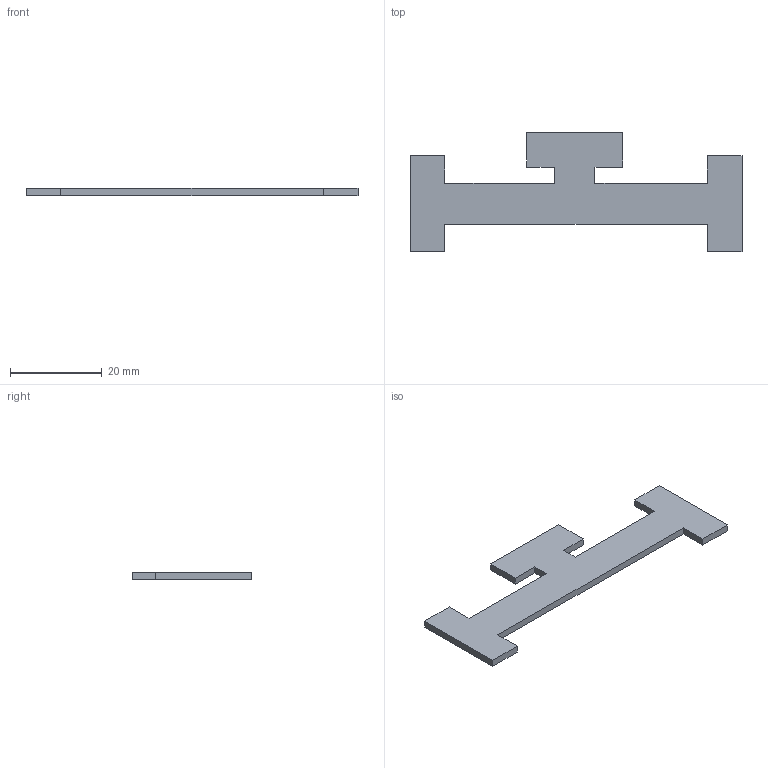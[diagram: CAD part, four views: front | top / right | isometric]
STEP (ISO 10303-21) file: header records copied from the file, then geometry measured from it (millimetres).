
FILE_DESCRIPTION(('KiCad electronic assembly'),'2;1');
FILE_NAME('straight stick offshoot.STEP','2022-08-24T09:24:12',('Pcbnew' ),('Kicad'),'Open CASCADE STEP processor 7.6', 'KiCad to STEP converter','Unknown');
FILE_SCHEMA(('AUTOMOTIVE_DESIGN { 1 0 10303 214 1 1 1 1 }'));
Length unit declared in the file: millimetre
Products named in the file (2): straight stick offshoot 1; straight_stick_offshoot PCB
Assembly tree (1 placements, depth 2):
  straight stick offshoot 1
    straight_stick_offshoot PCB
Bounding box: 72.48 x 26.08 x 1.6 mm (x, y, z)
Volume: 1632.9 mm3; surface area: 2453.5 mm2
Topology: 1 solids, 1 shells, 22 faces, 60 edges, 40 vertices
Faces by surface type: plane 22
Entity records: 1511 total; most frequent: CARTESIAN_POINT 244, DIRECTION 228, LINE 180, VECTOR 180, ORIENTED_EDGE 120, PCURVE 120, DEFINITIONAL_REPRESENTATION 120, EDGE_CURVE 60
